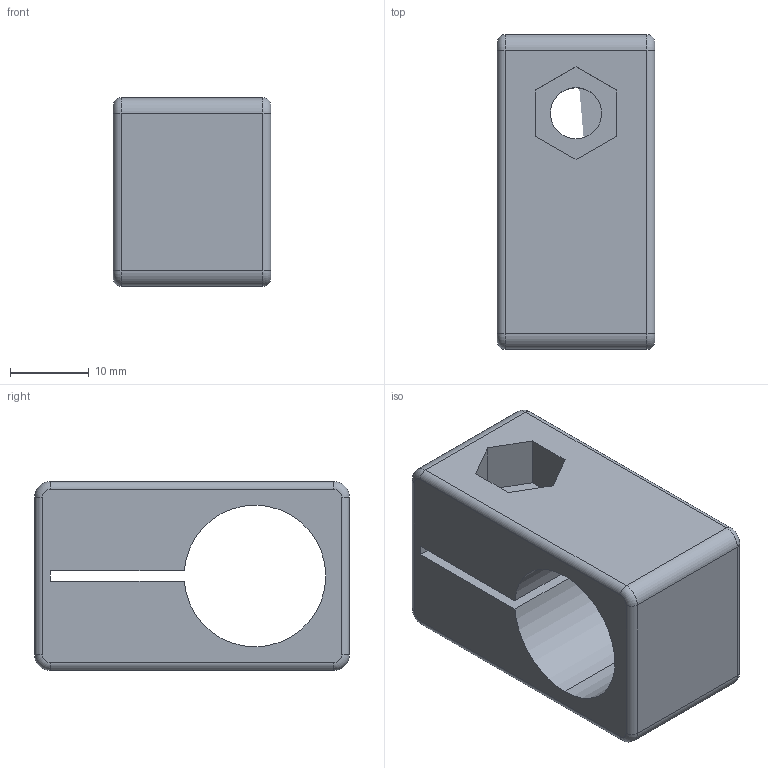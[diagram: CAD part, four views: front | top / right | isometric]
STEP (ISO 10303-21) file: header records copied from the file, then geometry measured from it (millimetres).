
FILE_DESCRIPTION (( 'STEP AP203' ), '1' );
FILE_NAME ('202200204_c_1.STEP', '2023-01-25T04:24:09', ( '' ), ( '' ), 'SwSTEP 2.0', 'SolidWorks 2014', '' );
FILE_SCHEMA (( 'CONFIG_CONTROL_DESIGN' ));
Length unit declared in the file: millimetre
Products named in the file (1): 202200204_c_1
Bounding box: 20 x 40 x 24 mm (x, y, z)
Volume: 12090.2 mm3; surface area: 6047.7 mm2
Topology: 1 solids, 1 shells, 49 faces, 122 edges, 75 vertices
Faces by surface type: cylinder 23, plane 18, torus 8
Entity records: 1520 total; most frequent: DIRECTION 273, CARTESIAN_POINT 241, ORIENTED_EDGE 236, EDGE_CURVE 118, AXIS2_PLACEMENT_3D 105, VERTEX_POINT 73, VECTOR 63, LINE 63
